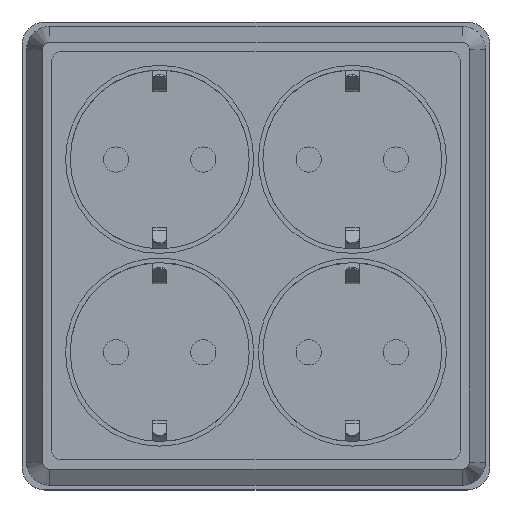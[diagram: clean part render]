
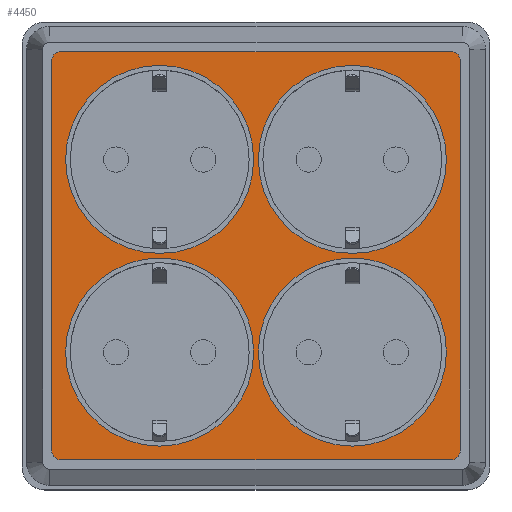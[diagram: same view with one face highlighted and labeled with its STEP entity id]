
A CAD part, top view. The second image highlights one B-rep face of the part: STEP entity #4450.
In plain terms, the highlighted planar face has unit normal (0, 0, 1).
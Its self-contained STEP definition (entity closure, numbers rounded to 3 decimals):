
#10 = CARTESIAN_POINT ( 'NONE',  ( -42.517, 42.517, 40.5 ) ) ;
#38 = EDGE_CURVE ( 'NONE', #1771, #1771, #2129, .T. ) ;
#133 = CARTESIAN_POINT ( 'NONE',  ( 42.517, -42.517, 40.5 ) ) ;
#134 = ORIENTED_EDGE ( 'NONE', *, *, #1043, .T. ) ;
#233 = EDGE_CURVE ( 'NONE', #2869, #2869, #1090, .T. ) ;
#327 = AXIS2_PLACEMENT_3D ( 'NONE', #4911, #2091, #5396 ) ;
#337 = EDGE_LOOP ( 'NONE', ( #815 ) ) ;
#383 = DIRECTION ( 'NONE',  ( 1., 0., 0. ) ) ;
#427 = VERTEX_POINT ( 'NONE', #3877 ) ;
#432 = AXIS2_PLACEMENT_3D ( 'NONE', #2315, #5623, #2779 ) ;
#441 = FACE_BOUND ( 'NONE', #4208, .T. ) ;
#478 = DIRECTION ( 'NONE',  ( 1., 0., 0. ) ) ;
#515 = EDGE_CURVE ( 'NONE', #2750, #2945, #3074, .T. ) ;
#576 = DIRECTION ( 'NONE',  ( 0., 0., 1. ) ) ;
#596 = ORIENTED_EDGE ( 'NONE', *, *, #2361, .T. ) ;
#601 = DIRECTION ( 'NONE',  ( 1., 0., 0. ) ) ;
#685 = DIRECTION ( 'NONE',  ( -1., 0., 0. ) ) ;
#733 = FACE_OUTER_BOUND ( 'NONE', #3473, .T. ) ;
#815 = ORIENTED_EDGE ( 'NONE', *, *, #4089, .F. ) ;
#897 = ORIENTED_EDGE ( 'NONE', *, *, #3855, .F. ) ;
#951 = AXIS2_PLACEMENT_3D ( 'NONE', #133, #3434, #601 ) ;
#954 = ORIENTED_EDGE ( 'NONE', *, *, #4072, .F. ) ;
#1043 = EDGE_CURVE ( 'NONE', #3274, #1684, #4546, .T. ) ;
#1090 = CIRCLE ( 'NONE', #3937, 20.5 ) ;
#1121 = EDGE_CURVE ( 'NONE', #427, #1610, #1759, .T. ) ;
#1125 = CIRCLE ( 'NONE', #2850, 20.5 ) ;
#1159 = CARTESIAN_POINT ( 'NONE',  ( 0., 44.517, 40.5 ) ) ;
#1172 = VERTEX_POINT ( 'NONE', #4792 ) ;
#1310 = CARTESIAN_POINT ( 'NONE',  ( 42.517, -44.517, 40.5 ) ) ;
#1327 = ORIENTED_EDGE ( 'NONE', *, *, #38, .F. ) ;
#1442 = CARTESIAN_POINT ( 'NONE',  ( -44.517, 0., 40.5 ) ) ;
#1568 = FACE_BOUND ( 'NONE', #5431, .T. ) ;
#1610 = VERTEX_POINT ( 'NONE', #2162 ) ;
#1611 = VECTOR ( 'NONE', #2237, 1000. ) ;
#1663 = CARTESIAN_POINT ( 'NONE',  ( -42.517, -44.517, 40.5 ) ) ;
#1684 = VERTEX_POINT ( 'NONE', #1310 ) ;
#1735 = CARTESIAN_POINT ( 'NONE',  ( 44.517, 0., 40.5 ) ) ;
#1759 = LINE ( 'NONE', #1735, #1611 ) ;
#1771 = VERTEX_POINT ( 'NONE', #2853 ) ;
#1787 = CIRCLE ( 'NONE', #5784, 2. ) ;
#2091 = DIRECTION ( 'NONE',  ( 0., 0., 1. ) ) ;
#2129 = CIRCLE ( 'NONE', #6007, 20.5 ) ;
#2131 = DIRECTION ( 'NONE',  ( 0., 0., -1. ) ) ;
#2162 = CARTESIAN_POINT ( 'NONE',  ( 44.517, 42.517, 40.5 ) ) ;
#2237 = DIRECTION ( 'NONE',  ( 0., 1., 0. ) ) ;
#2291 = AXIS2_PLACEMENT_3D ( 'NONE', #3671, #3211, #383 ) ;
#2315 = CARTESIAN_POINT ( 'NONE',  ( -21., -21., 40.5 ) ) ;
#2352 = VECTOR ( 'NONE', #3777, 1000. ) ;
#2361 = EDGE_CURVE ( 'NONE', #2732, #4153, #4845, .T. ) ;
#2528 = DIRECTION ( 'NONE',  ( 0., 0., 1. ) ) ;
#2536 = CARTESIAN_POINT ( 'NONE',  ( 21., 21., 40.5 ) ) ;
#2633 = EDGE_CURVE ( 'NONE', #2732, #2945, #5610, .T. ) ;
#2732 = VERTEX_POINT ( 'NONE', #4809 ) ;
#2750 = VERTEX_POINT ( 'NONE', #5293 ) ;
#2758 = PLANE ( 'NONE',  #2291 ) ;
#2779 = DIRECTION ( 'NONE',  ( 1., 0., 0. ) ) ;
#2825 = FACE_BOUND ( 'NONE', #337, .T. ) ;
#2850 = AXIS2_PLACEMENT_3D ( 'NONE', #2536, #5848, #2991 ) ;
#2853 = CARTESIAN_POINT ( 'NONE',  ( 41.5, -21., 40.5 ) ) ;
#2869 = VERTEX_POINT ( 'NONE', #3325 ) ;
#2945 = VERTEX_POINT ( 'NONE', #5558 ) ;
#2991 = DIRECTION ( 'NONE',  ( 1., 0., 0. ) ) ;
#3032 = CARTESIAN_POINT ( 'NONE',  ( -44.517, -42.517, 40.5 ) ) ;
#3074 = LINE ( 'NONE', #1159, #5457 ) ;
#3116 = CIRCLE ( 'NONE', #951, 2. ) ;
#3134 = ORIENTED_EDGE ( 'NONE', *, *, #2633, .F. ) ;
#3168 = DIRECTION ( 'NONE',  ( 1., 0., 0. ) ) ;
#3185 = EDGE_LOOP ( 'NONE', ( #897 ) ) ;
#3211 = DIRECTION ( 'NONE',  ( 0., 0., 1. ) ) ;
#3254 = ORIENTED_EDGE ( 'NONE', *, *, #4552, .F. ) ;
#3274 = VERTEX_POINT ( 'NONE', #1663 ) ;
#3318 = DIRECTION ( 'NONE',  ( 0., 0., -1. ) ) ;
#3325 = CARTESIAN_POINT ( 'NONE',  ( -0.5, 21., 40.5 ) ) ;
#3403 = CARTESIAN_POINT ( 'NONE',  ( -21., 21., 40.5 ) ) ;
#3434 = DIRECTION ( 'NONE',  ( 0., 0., -1. ) ) ;
#3473 = EDGE_LOOP ( 'NONE', ( #596, #5114, #134, #954, #4058, #3254, #5645, #3134 ) ) ;
#3671 = CARTESIAN_POINT ( 'NONE',  ( 0., 0., 40.5 ) ) ;
#3706 = CIRCLE ( 'NONE', #432, 20.5 ) ;
#3777 = DIRECTION ( 'NONE',  ( 0., -1., 0. ) ) ;
#3795 = ORIENTED_EDGE ( 'NONE', *, *, #233, .F. ) ;
#3855 = EDGE_CURVE ( 'NONE', #1172, #1172, #3706, .T. ) ;
#3864 = DIRECTION ( 'NONE',  ( 1., 0., 0. ) ) ;
#3877 = CARTESIAN_POINT ( 'NONE',  ( 44.517, -42.517, 40.5 ) ) ;
#3937 = AXIS2_PLACEMENT_3D ( 'NONE', #3403, #576, #3864 ) ;
#4058 = ORIENTED_EDGE ( 'NONE', *, *, #1121, .T. ) ;
#4066 = FACE_BOUND ( 'NONE', #3185, .T. ) ;
#4072 = EDGE_CURVE ( 'NONE', #427, #1684, #3116, .T. ) ;
#4089 = EDGE_CURVE ( 'NONE', #4782, #4782, #1125, .T. ) ;
#4153 = VERTEX_POINT ( 'NONE', #3032 ) ;
#4208 = EDGE_LOOP ( 'NONE', ( #3795 ) ) ;
#4450 = ADVANCED_FACE ( 'NONE', ( #4066, #441, #733, #2825, #1568 ), #2758, .T. ) ;
#4546 = LINE ( 'NONE', #5545, #5840 ) ;
#4552 = EDGE_CURVE ( 'NONE', #2750, #1610, #1787, .T. ) ;
#4782 = VERTEX_POINT ( 'NONE', #5279 ) ;
#4792 = CARTESIAN_POINT ( 'NONE',  ( -0.5, -21., 40.5 ) ) ;
#4809 = CARTESIAN_POINT ( 'NONE',  ( -44.517, 42.517, 40.5 ) ) ;
#4845 = LINE ( 'NONE', #1442, #2352 ) ;
#4911 = CARTESIAN_POINT ( 'NONE',  ( -42.517, -42.517, 40.5 ) ) ;
#4953 = CIRCLE ( 'NONE', #327, 2. ) ;
#4963 = CARTESIAN_POINT ( 'NONE',  ( 42.517, 42.517, 40.5 ) ) ;
#5084 = EDGE_CURVE ( 'NONE', #4153, #3274, #4953, .T. ) ;
#5114 = ORIENTED_EDGE ( 'NONE', *, *, #5084, .T. ) ;
#5279 = CARTESIAN_POINT ( 'NONE',  ( 41.5, 21., 40.5 ) ) ;
#5293 = CARTESIAN_POINT ( 'NONE',  ( 42.517, 44.517, 40.5 ) ) ;
#5353 = CARTESIAN_POINT ( 'NONE',  ( 21., -21., 40.5 ) ) ;
#5389 = AXIS2_PLACEMENT_3D ( 'NONE', #10, #3318, #478 ) ;
#5396 = DIRECTION ( 'NONE',  ( 1., 0., 0. ) ) ;
#5431 = EDGE_LOOP ( 'NONE', ( #1327 ) ) ;
#5444 = DIRECTION ( 'NONE',  ( 1., 0., 0. ) ) ;
#5457 = VECTOR ( 'NONE', #685, 1000. ) ;
#5545 = CARTESIAN_POINT ( 'NONE',  ( 0., -44.517, 40.5 ) ) ;
#5558 = CARTESIAN_POINT ( 'NONE',  ( -42.517, 44.517, 40.5 ) ) ;
#5610 = CIRCLE ( 'NONE', #5389, 2. ) ;
#5623 = DIRECTION ( 'NONE',  ( 0., 0., 1. ) ) ;
#5645 = ORIENTED_EDGE ( 'NONE', *, *, #515, .T. ) ;
#5784 = AXIS2_PLACEMENT_3D ( 'NONE', #4963, #2131, #5444 ) ;
#5835 = DIRECTION ( 'NONE',  ( 1., 0., 0. ) ) ;
#5840 = VECTOR ( 'NONE', #3168, 1000. ) ;
#5848 = DIRECTION ( 'NONE',  ( 0., 0., 1. ) ) ;
#6007 = AXIS2_PLACEMENT_3D ( 'NONE', #5353, #2528, #5835 ) ;
